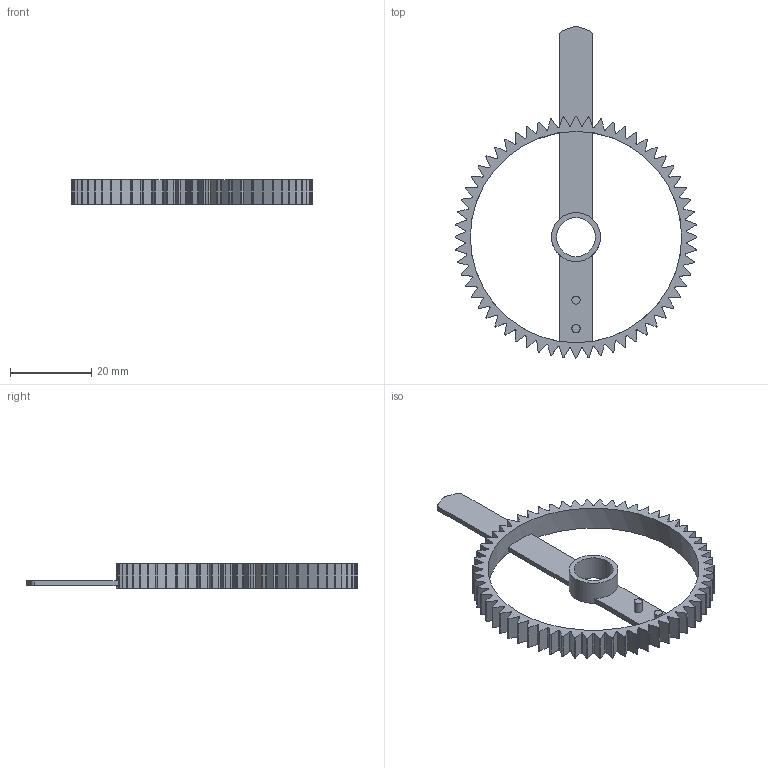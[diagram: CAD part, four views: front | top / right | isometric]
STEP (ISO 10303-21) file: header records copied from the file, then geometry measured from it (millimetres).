
FILE_DESCRIPTION(/* description */ (''),/* implementation_level */ '2;1');
FILE_NAME(/* name */ 'rot-hollow2-h v10.step',/* time_stamp */ '2021-03-19T22:00:55+01:00',/* author */ (''),/* organization */ (''),/* preprocessor_version */ 'ST-DEVELOPER v18.1',/* originating_system */ 'Autodesk Translation Framework v9.10.0.1330',/* authorisation */ '');
FILE_SCHEMA (('AUTOMOTIVE_DESIGN { 1 0 10303 214 3 1 1 }'));
Length unit declared in the file: millimetre
Products named in the file (1): rot-hollow2-h
Bounding box: 59.46 x 81.66 x 6 mm (x, y, z)
Volume: 3423.8 mm3; surface area: 5607.4 mm2
Topology: 1 solids, 1 shells, 275 faces, 813 edges, 542 vertices
Faces by surface type: plane 142, cylinder 133
Full cylindrical faces by diameter (mm): 2 x2, 9.6 x1, 12 x1, 52 x1
Entity records: 9306 total; most frequent: DIRECTION 1639, CARTESIAN_POINT 1631, ORIENTED_EDGE 1626, EDGE_CURVE 813, AXIS2_PLACEMENT_3D 550, VERTEX_POINT 542, LINE 539, VECTOR 539
